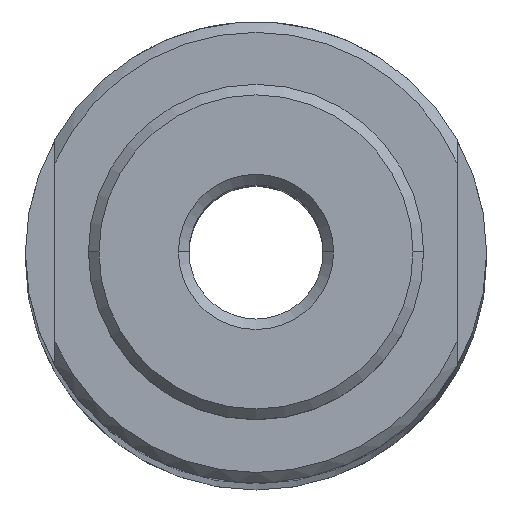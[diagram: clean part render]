
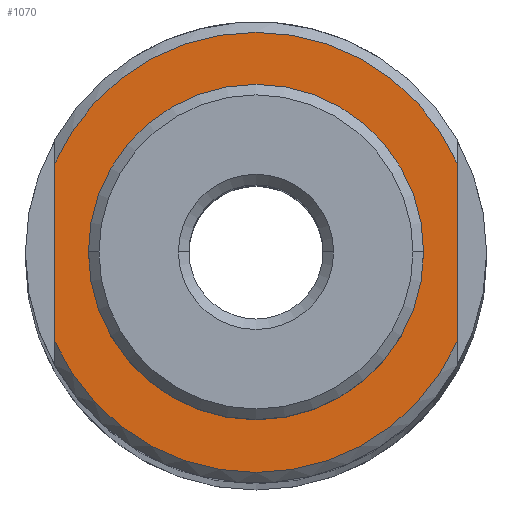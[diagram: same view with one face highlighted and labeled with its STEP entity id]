
A CAD part, top view. The second image highlights one B-rep face of the part: STEP entity #1070.
In plain terms, the highlighted planar face has unit normal (0, 0, 1).
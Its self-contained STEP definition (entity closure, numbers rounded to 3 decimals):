
#16=PLANE('',#1191);
#38=FACE_BOUND('',#195,.T.);
#123=FACE_OUTER_BOUND('',#194,.T.);
#194=EDGE_LOOP('',(#839,#840,#841,#842));
#195=EDGE_LOOP('',(#843,#844));
#300=LINE('',#1999,#361);
#301=LINE('',#2001,#362);
#361=VECTOR('',#1472,8.46);
#362=VECTOR('',#1473,8.46);
#404=CIRCLE('',#1168,7.925);
#412=CIRCLE('',#1179,10.422);
#420=CIRCLE('',#1192,10.422);
#421=CIRCLE('',#1193,7.925);
#519=VERTEX_POINT('',#1873);
#520=VERTEX_POINT('',#1875);
#535=VERTEX_POINT('',#1959);
#537=VERTEX_POINT('',#1966);
#542=VERTEX_POINT('',#1998);
#543=VERTEX_POINT('',#2000);
#630=EDGE_CURVE('',#519,#520,#404,.T.);
#650=EDGE_CURVE('',#535,#537,#412,.T.);
#662=EDGE_CURVE('',#535,#542,#300,.T.);
#663=EDGE_CURVE('',#537,#543,#301,.T.);
#664=EDGE_CURVE('',#543,#542,#420,.T.);
#665=EDGE_CURVE('',#520,#519,#421,.T.);
#839=ORIENTED_EDGE('',*,*,#662,.F.);
#840=ORIENTED_EDGE('',*,*,#650,.T.);
#841=ORIENTED_EDGE('',*,*,#663,.T.);
#842=ORIENTED_EDGE('',*,*,#664,.T.);
#843=ORIENTED_EDGE('',*,*,#665,.F.);
#844=ORIENTED_EDGE('',*,*,#630,.F.);
#1070=ADVANCED_FACE('',(#123,#38),#16,.T.);
#1168=AXIS2_PLACEMENT_3D('',#1876,#1415,#1416);
#1179=AXIS2_PLACEMENT_3D('',#1971,#1444,#1445);
#1191=AXIS2_PLACEMENT_3D('',#1997,#1470,#1471);
#1192=AXIS2_PLACEMENT_3D('',#2002,#1474,#1475);
#1193=AXIS2_PLACEMENT_3D('',#2003,#1476,#1477);
#1415=DIRECTION('center_axis',(0.,0.,1.));
#1416=DIRECTION('ref_axis',(1.,0.,0.));
#1444=DIRECTION('center_axis',(0.,0.,1.));
#1445=DIRECTION('ref_axis',(1.,0.,0.));
#1470=DIRECTION('center_axis',(0.,0.,1.));
#1471=DIRECTION('ref_axis',(1.,0.,0.));
#1472=DIRECTION('',(0.,1.,0.));
#1473=DIRECTION('',(0.,1.,0.));
#1474=DIRECTION('center_axis',(0.,0.,1.));
#1475=DIRECTION('ref_axis',(1.,0.,0.));
#1476=DIRECTION('center_axis',(0.,0.,1.));
#1477=DIRECTION('ref_axis',(1.,0.,0.));
#1873=CARTESIAN_POINT('',(7.925,0.,94.869));
#1875=CARTESIAN_POINT('',(-7.925,0.,94.869));
#1876=CARTESIAN_POINT('Origin',(0.,0.,94.869));
#1959=CARTESIAN_POINT('',(-9.525,-4.23,94.869));
#1966=CARTESIAN_POINT('',(9.525,-4.23,94.869));
#1971=CARTESIAN_POINT('Origin',(0.,0.,94.869));
#1997=CARTESIAN_POINT('Origin',(0.,0.,94.869));
#1998=CARTESIAN_POINT('',(-9.525,4.23,94.869));
#1999=CARTESIAN_POINT('',(-9.525,-10.922,94.869));
#2000=CARTESIAN_POINT('',(9.525,4.23,94.869));
#2001=CARTESIAN_POINT('',(9.525,-10.922,94.869));
#2002=CARTESIAN_POINT('Origin',(0.,0.,94.869));
#2003=CARTESIAN_POINT('Origin',(0.,0.,94.869));
